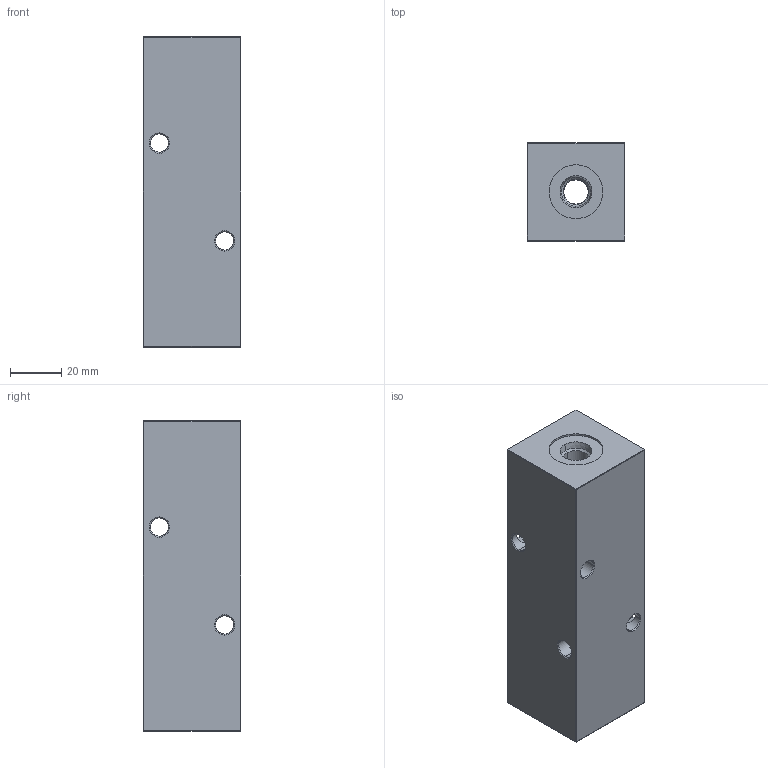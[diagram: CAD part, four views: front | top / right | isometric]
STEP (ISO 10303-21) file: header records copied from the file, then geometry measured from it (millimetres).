
FILE_DESCRIPTION (( 'STEP AP203' ), '1' );
FILE_NAME ('HM-3-0-S-4-4.STEP', '2020-09-28T20:45:07', ( '' ), ( '' ), 'SwSTEP 2.0', 'SolidWorks 2019', '' );
FILE_SCHEMA (( 'CONFIG_CONTROL_DESIGN' ));
Length unit declared in the file: inch
Products named in the file (1): HM-3-0-S-4-4
Bounding box: 38.1 x 38.1 x 120.65 mm (x, y, z)
Volume: 155698 mm3; surface area: 28438.5 mm2
Topology: 1 solids, 1 shells, 522 faces, 1359 edges, 880 vertices
Faces by surface type: plane 244, bspline 182, cone 49, cylinder 47
Entity records: 24494 total; most frequent: CARTESIAN_POINT 12888, ORIENTED_EDGE 2718, DIRECTION 1741, EDGE_CURVE 1359, VERTEX_POINT 880, LINE 827, VECTOR 827, EDGE_LOOP 583
